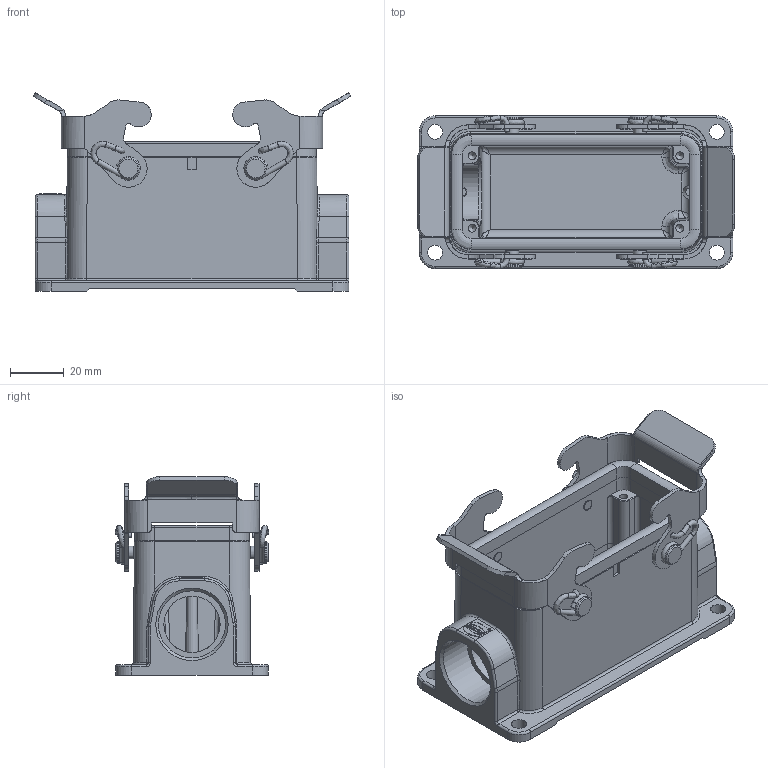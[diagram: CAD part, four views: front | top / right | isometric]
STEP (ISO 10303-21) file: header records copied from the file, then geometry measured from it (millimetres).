
FILE_DESCRIPTION(/* description */ (''),/* implementation_level */ '2;1');
FILE_NAME(/* name */ '100198498ugm000_c.stp',/* time_stamp */ '2017-11-06T09:18:08+01:00',/* author */ (''),/* organization */ (''),/* preprocessor_version */ 'ST-DEVELOPER v16',/* originating_system */ 'SIEMENS PLM Software NX 10.0',/* authorisation */ '');
FILE_SCHEMA (('AUTOMOTIVE_DESIGN { 1 0 10303 214 3 1 1 1 }'));
Length unit declared in the file: millimetre
Products named in the file (1): 100198498ugm000_c
Bounding box: 118.52 x 57.42 x 74.05 mm (x, y, z)
Volume: 100743.4 mm3; surface area: 55039.3 mm2
Topology: 5 solids, 5 shells, 620 faces, 1527 edges, 945 vertices
Faces by surface type: plane 258, cylinder 192, bspline 120, torus 28, cone 16, sphere 4, extrusion 2
Full cylindrical faces by diameter (mm): 0.88 x1, 1.04 x1, 3 x4, 4 x8, 4.8 x4, 5.6 x4, 8 x4, 21 x1, 23.6 x1, 25 x1
Entity records: 23874 total; most frequent: CARTESIAN_POINT 7727, ORIENTED_EDGE 2856, DIRECTION 2658, EDGE_CURVE 1428, AXIS2_PLACEMENT_3D 984, VERTEX_POINT 921, EDGE_LOOP 733, VECTOR 690
